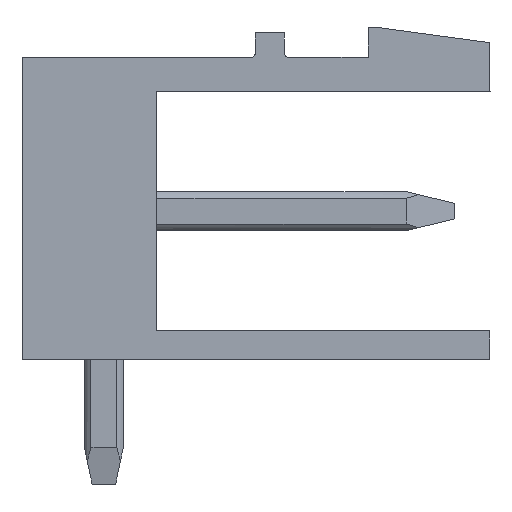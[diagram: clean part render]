
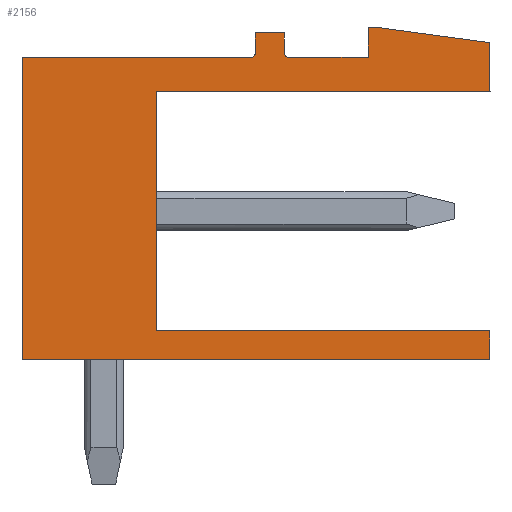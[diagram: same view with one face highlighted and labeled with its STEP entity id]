
A CAD part, left-side view. The second image highlights one B-rep face of the part: STEP entity #2156.
In plain terms, the highlighted planar face has unit normal (-1, 0, 0).
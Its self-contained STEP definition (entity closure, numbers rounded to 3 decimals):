
#1101=AXIS2_PLACEMENT_3D('Circle Axis2P3D',#1099,#1100,$) ;
#1225=AXIS2_PLACEMENT_3D('Circle Axis2P3D',#1223,#1224,$) ;
#2135=AXIS2_PLACEMENT_3D('Plane Axis2P3D',#2132,#2133,#2134) ;
#49=CARTESIAN_POINT('Vertex',(0.,8.55,3.93)) ;
#52=CARTESIAN_POINT('Line Origine',(0.,4.275,3.93)) ;
#56=CARTESIAN_POINT('Vertex',(0.,0.,3.93)) ;
#87=CARTESIAN_POINT('Vertex',(0.,8.55,10.06)) ;
#90=CARTESIAN_POINT('Line Origine',(0.,8.55,6.995)) ;
#910=CARTESIAN_POINT('Vertex',(0.,0.,10.06)) ;
#913=CARTESIAN_POINT('Line Origine',(0.,4.275,10.06)) ;
#941=CARTESIAN_POINT('Vertex',(0.,0.,11.32)) ;
#944=CARTESIAN_POINT('Line Origine',(0.,0.,10.69)) ;
#972=CARTESIAN_POINT('Vertex',(0.,2.8,11.7)) ;
#975=CARTESIAN_POINT('Line Origine',(0.,1.4,11.51)) ;
#1003=CARTESIAN_POINT('Vertex',(0.,3.12,11.7)) ;
#1006=CARTESIAN_POINT('Line Origine',(0.,2.96,11.7)) ;
#1034=CARTESIAN_POINT('Vertex',(0.,3.12,10.95)) ;
#1037=CARTESIAN_POINT('Line Origine',(0.,3.12,11.325)) ;
#1065=CARTESIAN_POINT('Vertex',(0.,5.17,10.95)) ;
#1068=CARTESIAN_POINT('Line Origine',(0.,4.145,10.95)) ;
#1096=CARTESIAN_POINT('Vertex',(0.,5.27,11.05)) ;
#1099=CARTESIAN_POINT('Axis2P3D Location',(0.,5.17,11.05)) ;
#1127=CARTESIAN_POINT('Vertex',(0.,5.27,11.57)) ;
#1130=CARTESIAN_POINT('Line Origine',(0.,5.27,11.31)) ;
#1158=CARTESIAN_POINT('Vertex',(0.,6.02,11.57)) ;
#1161=CARTESIAN_POINT('Line Origine',(0.,5.645,11.57)) ;
#1189=CARTESIAN_POINT('Vertex',(0.,6.02,11.05)) ;
#1192=CARTESIAN_POINT('Line Origine',(0.,6.02,11.31)) ;
#1220=CARTESIAN_POINT('Vertex',(0.,6.12,10.95)) ;
#1223=CARTESIAN_POINT('Axis2P3D Location',(0.,6.12,11.05)) ;
#1246=CARTESIAN_POINT('Vertex',(0.,12.,10.95)) ;
#1249=CARTESIAN_POINT('Line Origine',(0.,9.06,10.95)) ;
#1277=CARTESIAN_POINT('Vertex',(0.,12.,3.2)) ;
#1280=CARTESIAN_POINT('Line Origine',(0.,12.,7.075)) ;
#1308=CARTESIAN_POINT('Vertex',(0.,0.,3.2)) ;
#1311=CARTESIAN_POINT('Line Origine',(0.,6.,3.2)) ;
#2120=CARTESIAN_POINT('Line Origine',(0.,0.,3.565)) ;
#2132=CARTESIAN_POINT('Axis2P3D Location',(0.,0.,0.)) ;
#53=DIRECTION('Vector Direction',(0.,1.,0.)) ;
#91=DIRECTION('Vector Direction',(0.,0.,-1.)) ;
#914=DIRECTION('Vector Direction',(0.,-1.,0.)) ;
#945=DIRECTION('Vector Direction',(0.,0.,1.)) ;
#976=DIRECTION('Vector Direction',(0.,0.991,0.134)) ;
#1007=DIRECTION('Vector Direction',(0.,1.,0.)) ;
#1038=DIRECTION('Vector Direction',(0.,0.,-1.)) ;
#1069=DIRECTION('Vector Direction',(0.,1.,0.)) ;
#1100=DIRECTION('Axis2P3D Direction',(-1.,0.,0.)) ;
#1131=DIRECTION('Vector Direction',(0.,0.,1.)) ;
#1162=DIRECTION('Vector Direction',(0.,1.,0.)) ;
#1193=DIRECTION('Vector Direction',(0.,0.,-1.)) ;
#1224=DIRECTION('Axis2P3D Direction',(-1.,0.,0.)) ;
#1250=DIRECTION('Vector Direction',(0.,1.,0.)) ;
#1281=DIRECTION('Vector Direction',(0.,0.,-1.)) ;
#1312=DIRECTION('Vector Direction',(0.,1.,0.)) ;
#2121=DIRECTION('Vector Direction',(0.,0.,-1.)) ;
#2133=DIRECTION('Axis2P3D Direction',(-1.,0.,0.)) ;
#2134=DIRECTION('Axis2P3D XDirection',(0.,0.,1.)) ;
#54=VECTOR('Line Direction',#53,1.) ;
#92=VECTOR('Line Direction',#91,1.) ;
#915=VECTOR('Line Direction',#914,1.) ;
#946=VECTOR('Line Direction',#945,1.) ;
#977=VECTOR('Line Direction',#976,1.) ;
#1008=VECTOR('Line Direction',#1007,1.) ;
#1039=VECTOR('Line Direction',#1038,1.) ;
#1070=VECTOR('Line Direction',#1069,1.) ;
#1132=VECTOR('Line Direction',#1131,1.) ;
#1163=VECTOR('Line Direction',#1162,1.) ;
#1194=VECTOR('Line Direction',#1193,1.) ;
#1251=VECTOR('Line Direction',#1250,1.) ;
#1282=VECTOR('Line Direction',#1281,1.) ;
#1313=VECTOR('Line Direction',#1312,1.) ;
#2122=VECTOR('Line Direction',#2121,1.) ;
#2138=ORIENTED_EDGE('',*,*,#58,.T.) ;
#2139=ORIENTED_EDGE('',*,*,#94,.T.) ;
#2140=ORIENTED_EDGE('',*,*,#917,.T.) ;
#2141=ORIENTED_EDGE('',*,*,#948,.T.) ;
#2142=ORIENTED_EDGE('',*,*,#979,.T.) ;
#2143=ORIENTED_EDGE('',*,*,#1010,.T.) ;
#2144=ORIENTED_EDGE('',*,*,#1041,.T.) ;
#2145=ORIENTED_EDGE('',*,*,#1072,.T.) ;
#2146=ORIENTED_EDGE('',*,*,#1103,.T.) ;
#2147=ORIENTED_EDGE('',*,*,#1134,.T.) ;
#2148=ORIENTED_EDGE('',*,*,#1165,.T.) ;
#2149=ORIENTED_EDGE('',*,*,#1196,.T.) ;
#2150=ORIENTED_EDGE('',*,*,#1227,.T.) ;
#2151=ORIENTED_EDGE('',*,*,#1253,.T.) ;
#2152=ORIENTED_EDGE('',*,*,#1284,.T.) ;
#2153=ORIENTED_EDGE('',*,*,#1315,.T.) ;
#2154=ORIENTED_EDGE('',*,*,#2124,.T.) ;
#2156=ADVANCED_FACE('Housing',(#2155),#2136,.T.) ;
#1102=CIRCLE('generated circle',#1101,0.1) ;
#1226=CIRCLE('generated circle',#1225,0.1) ;
#58=EDGE_CURVE('',#57,#50,#55,.T.) ;
#94=EDGE_CURVE('',#50,#88,#93,.F.) ;
#917=EDGE_CURVE('',#88,#911,#916,.T.) ;
#948=EDGE_CURVE('',#911,#942,#947,.T.) ;
#979=EDGE_CURVE('',#942,#973,#978,.T.) ;
#1010=EDGE_CURVE('',#973,#1004,#1009,.T.) ;
#1041=EDGE_CURVE('',#1004,#1035,#1040,.T.) ;
#1072=EDGE_CURVE('',#1035,#1066,#1071,.T.) ;
#1103=EDGE_CURVE('',#1066,#1097,#1102,.F.) ;
#1134=EDGE_CURVE('',#1097,#1128,#1133,.T.) ;
#1165=EDGE_CURVE('',#1128,#1159,#1164,.T.) ;
#1196=EDGE_CURVE('',#1159,#1190,#1195,.T.) ;
#1227=EDGE_CURVE('',#1190,#1221,#1226,.F.) ;
#1253=EDGE_CURVE('',#1221,#1247,#1252,.T.) ;
#1284=EDGE_CURVE('',#1247,#1278,#1283,.T.) ;
#1315=EDGE_CURVE('',#1278,#1309,#1314,.F.) ;
#2124=EDGE_CURVE('',#1309,#57,#2123,.F.) ;
#2137=EDGE_LOOP('',(#2138,#2139,#2140,#2141,#2142,#2143,#2144,#2145,#2146,#2147,#2148,#2149,#2150,#2151,#2152,#2153,#2154)) ;
#2155=FACE_OUTER_BOUND('',#2137,.T.) ;
#55=LINE('Line',#52,#54) ;
#93=LINE('Line',#90,#92) ;
#916=LINE('Line',#913,#915) ;
#947=LINE('Line',#944,#946) ;
#978=LINE('Line',#975,#977) ;
#1009=LINE('Line',#1006,#1008) ;
#1040=LINE('Line',#1037,#1039) ;
#1071=LINE('Line',#1068,#1070) ;
#1133=LINE('Line',#1130,#1132) ;
#1164=LINE('Line',#1161,#1163) ;
#1195=LINE('Line',#1192,#1194) ;
#1252=LINE('Line',#1249,#1251) ;
#1283=LINE('Line',#1280,#1282) ;
#1314=LINE('Line',#1311,#1313) ;
#2123=LINE('Line',#2120,#2122) ;
#2136=PLANE('',#2135) ;
#50=VERTEX_POINT('',#49) ;
#57=VERTEX_POINT('',#56) ;
#88=VERTEX_POINT('',#87) ;
#911=VERTEX_POINT('',#910) ;
#942=VERTEX_POINT('',#941) ;
#973=VERTEX_POINT('',#972) ;
#1004=VERTEX_POINT('',#1003) ;
#1035=VERTEX_POINT('',#1034) ;
#1066=VERTEX_POINT('',#1065) ;
#1097=VERTEX_POINT('',#1096) ;
#1128=VERTEX_POINT('',#1127) ;
#1159=VERTEX_POINT('',#1158) ;
#1190=VERTEX_POINT('',#1189) ;
#1221=VERTEX_POINT('',#1220) ;
#1247=VERTEX_POINT('',#1246) ;
#1278=VERTEX_POINT('',#1277) ;
#1309=VERTEX_POINT('',#1308) ;
